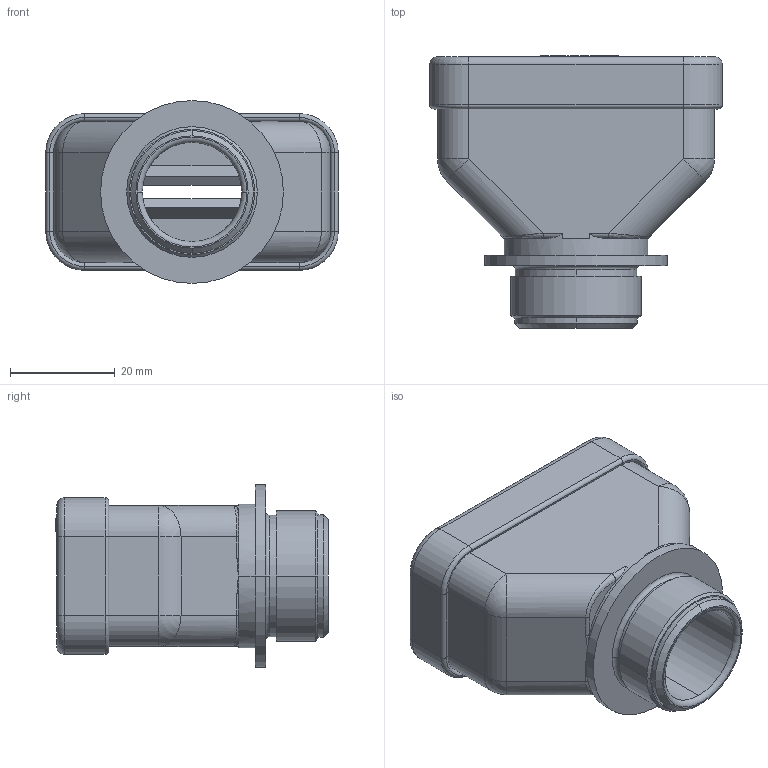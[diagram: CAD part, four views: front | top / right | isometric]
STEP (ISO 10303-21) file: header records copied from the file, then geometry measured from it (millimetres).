
FILE_DESCRIPTION((''),'2;1');
FILE_NAME('2013006_ASM','2015-05-13T',('AndreasKeweloh'),(''),'CREO PARAMETRIC BY PTC INC, 2014500','CREO PARAMETRIC BY PTC INC, 2014500','');
FILE_SCHEMA(('CONFIG_CONTROL_DESIGN'));
Length unit declared in the file: millimetre
Products named in the file (4): 093861_EV189-21-02-01_2; 093840_EV289-25-01_2; 2013006_1_ASM_3_ASM; 2013006_ASM
Assembly tree (3 placements, depth 3):
  2013006_ASM
    2013006_1_ASM_3_ASM
      093861_EV189-21-02-01_2
      093840_EV289-25-01_2
Bounding box: 56 x 52.2 x 35 mm (x, y, z)
Volume: 21376.6 mm3; surface area: 21407.6 mm2
Topology: 2 solids, 2 shells, 298 faces, 728 edges, 446 vertices
Faces by surface type: plane 126, cylinder 70, extrusion 58, torus 28, bspline 8, cone 4, sphere 4
Entity records: 11603 total; most frequent: CARTESIAN_POINT 4700, ORIENTED_EDGE 1440, DIRECTION 1302, EDGE_CURVE 720, VECTOR 472, VERTEX_POINT 446, AXIS2_PLACEMENT_3D 415, LINE 414
